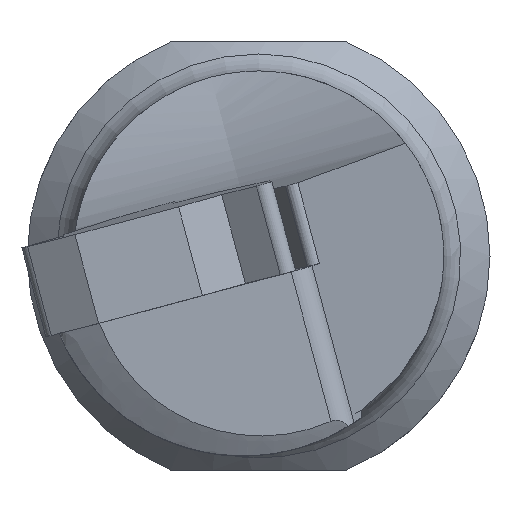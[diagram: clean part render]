
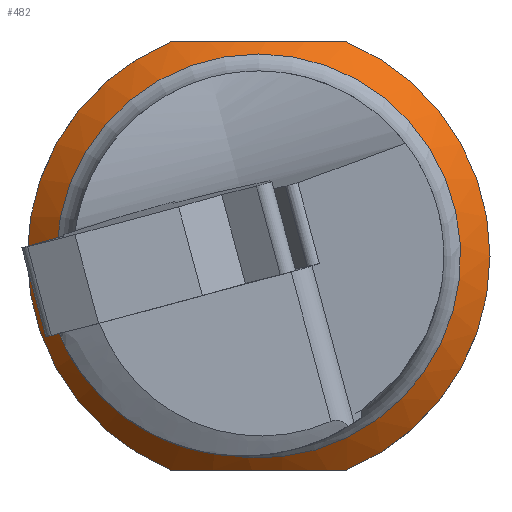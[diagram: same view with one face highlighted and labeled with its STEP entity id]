
A CAD part, left-side view. The second image highlights one B-rep face of the part: STEP entity #482.
In plain terms, the highlighted conical face has half-angle 45 degrees and reference radius 8 mm.
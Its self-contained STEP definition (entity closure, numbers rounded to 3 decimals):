
#348=CONICAL_SURFACE('',#1046,8.,45.);
#469=FACE_BOUND('',#572,.T.);
#470=FACE_BOUND('',#573,.T.);
#482=ADVANCED_FACE('',(#469,#470),#348,.T.);
#572=EDGE_LOOP('',(#667));
#573=EDGE_LOOP('',(#668,#669,#670,#671));
#625=B_SPLINE_CURVE_WITH_KNOTS('',3,(#1739,#1740,#1741,#1742,#1743,#1744),
 .UNSPECIFIED.,.F.,.F.,(4,2,4),(0.,0.5,1.),.UNSPECIFIED.);
#626=B_SPLINE_CURVE_WITH_KNOTS('',3,(#1748,#1749,#1750,#1751,#1752,#1753),
 .UNSPECIFIED.,.F.,.F.,(4,2,4),(0.,0.5,1.),.UNSPECIFIED.);
#667=ORIENTED_EDGE('',*,*,#934,.F.);
#668=ORIENTED_EDGE('',*,*,#932,.T.);
#669=ORIENTED_EDGE('',*,*,#935,.T.);
#670=ORIENTED_EDGE('',*,*,#936,.T.);
#671=ORIENTED_EDGE('',*,*,#937,.T.);
#859=VERTEX_POINT('',#1731);
#860=VERTEX_POINT('',#1733);
#861=VERTEX_POINT('',#1737);
#862=VERTEX_POINT('',#1745);
#863=VERTEX_POINT('',#1747);
#932=EDGE_CURVE('',#860,#859,#1014,.T.);
#934=EDGE_CURVE('',#861,#861,#1015,.T.);
#935=EDGE_CURVE('',#859,#862,#625,.T.);
#936=EDGE_CURVE('',#862,#863,#1016,.T.);
#937=EDGE_CURVE('',#863,#860,#626,.T.);
#1014=CIRCLE('',#1041,8.);
#1015=CIRCLE('',#1043,6.986);
#1016=CIRCLE('',#1045,8.);
#1041=AXIS2_PLACEMENT_3D('',#1732,#1118,#1119);
#1043=AXIS2_PLACEMENT_3D('',#1736,#1123,#1124);
#1045=AXIS2_PLACEMENT_3D('',#1746,#1127,#1128);
#1046=AXIS2_PLACEMENT_3D('',#1754,#1129,#1130);
#1118=DIRECTION('',(-1.,0.,0.));
#1119=DIRECTION('',(0.,0.,1.));
#1123=DIRECTION('',(-1.,0.,0.));
#1124=DIRECTION('',(0.,0.,1.));
#1127=DIRECTION('',(-1.,0.,0.));
#1128=DIRECTION('',(0.,0.,1.));
#1129=DIRECTION('',(1.,0.,0.));
#1130=DIRECTION('',(0.,0.,-1.));
#1731=CARTESIAN_POINT('',(32.,3.04,-7.4));
#1732=CARTESIAN_POINT('',(32.,0.,0.));
#1733=CARTESIAN_POINT('',(32.,3.04,7.4));
#1736=CARTESIAN_POINT('',(30.986,0.,0.));
#1737=CARTESIAN_POINT('',(30.986,0.,6.986));
#1739=CARTESIAN_POINT('',(32.,3.04,-7.4));
#1740=CARTESIAN_POINT('',(31.633,2.074,-7.4));
#1741=CARTESIAN_POINT('',(31.4,1.042,-7.4));
#1742=CARTESIAN_POINT('',(31.4,-1.042,-7.4));
#1743=CARTESIAN_POINT('',(31.63,-2.066,-7.4));
#1744=CARTESIAN_POINT('',(32.,-3.04,-7.4));
#1745=CARTESIAN_POINT('',(32.,-3.04,-7.4));
#1746=CARTESIAN_POINT('',(32.,0.,0.));
#1747=CARTESIAN_POINT('',(32.,-3.04,7.4));
#1748=CARTESIAN_POINT('',(32.,-3.04,7.4));
#1749=CARTESIAN_POINT('',(31.63,-2.066,7.4));
#1750=CARTESIAN_POINT('',(31.4,-1.042,7.4));
#1751=CARTESIAN_POINT('',(31.4,1.042,7.4));
#1752=CARTESIAN_POINT('',(31.633,2.074,7.4));
#1753=CARTESIAN_POINT('',(32.,3.04,7.4));
#1754=CARTESIAN_POINT('',(32.,0.,0.));
